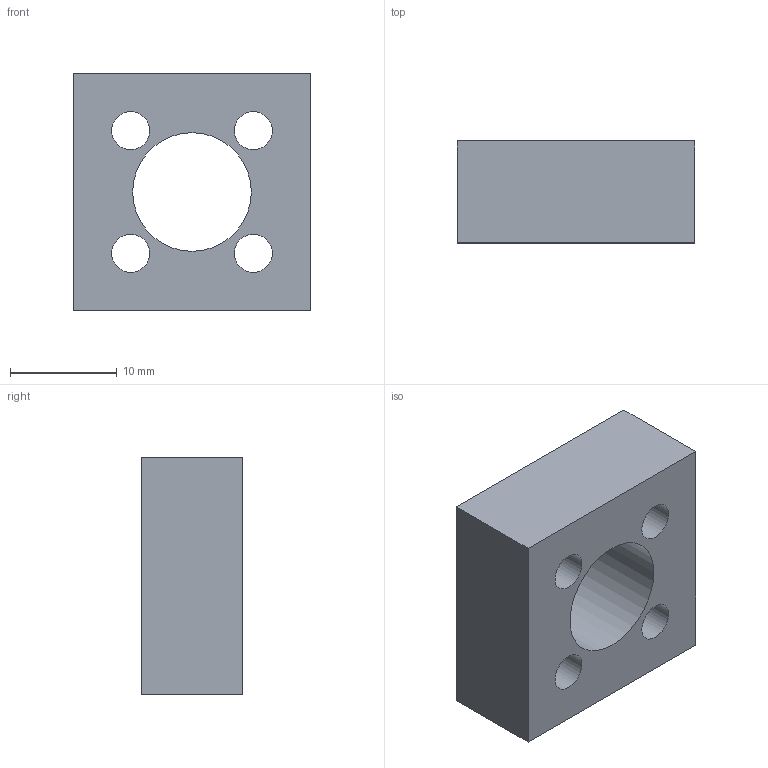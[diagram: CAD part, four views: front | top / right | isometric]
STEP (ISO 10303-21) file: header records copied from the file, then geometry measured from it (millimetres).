
FILE_DESCRIPTION( ( '' ), ' ' );
FILE_NAME( '57cc585d2adf32107b40e96c.step', '2016-09-04T17:22:37', ( '' ), ( '' ), ' ', ' ', ' ' );
FILE_SCHEMA( ( 'AUTOMOTIVE_DESIGN { 1 0 10303 214 1 1 1 1 }' ) );
Length unit declared in the file: metre
Products named in the file (1): Lever_Pivot
Bounding box: 22.23 x 9.53 x 22.23 mm (x, y, z)
Volume: 3264 mm3; surface area: 2405 mm2
Topology: 1 solids, 1 shells, 15 faces, 42 edges, 30 vertices
Faces by surface type: plane 7, cylinder 6, cone 2
Full cylindrical faces by diameter (mm): 3.556 x4, 5.715 x1, 11.113 x1
Entity records: 542 total; most frequent: DIRECTION 72, CARTESIAN_POINT 64, ORIENTED_EDGE 52, EDGE_LOOP 34, AXIS2_PLACEMENT_3D 30, EDGE_CURVE 26, VERTEX_POINT 22, FACE_OUTER_BOUND 21
